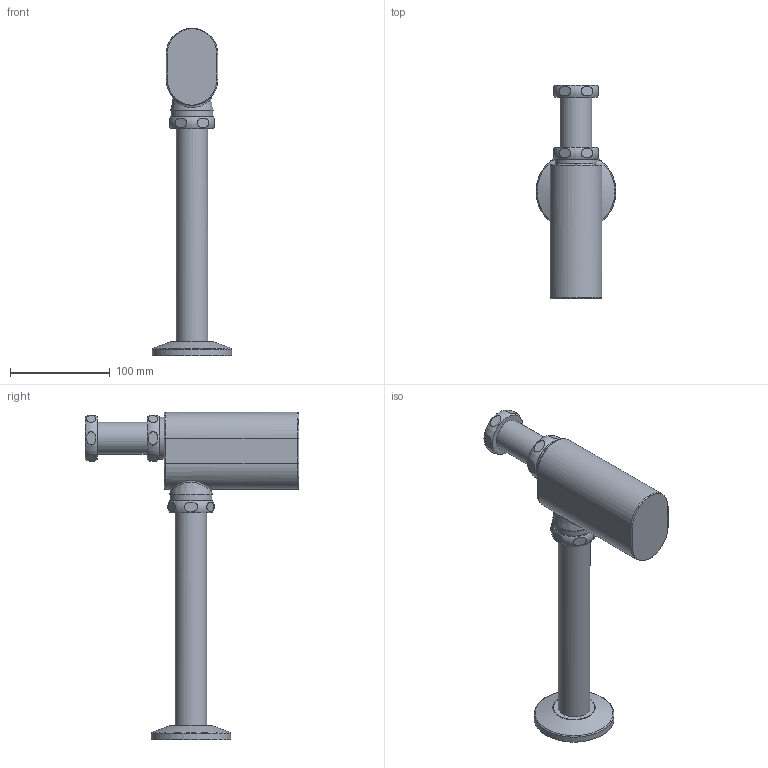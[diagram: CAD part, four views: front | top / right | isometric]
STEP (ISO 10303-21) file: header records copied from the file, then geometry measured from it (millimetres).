
FILE_DESCRIPTION (( 'STEP AP203' ), '1' );
FILE_NAME ('10040970-00.STEP', '2019-07-17T08:12:27', ( '' ), ( '' ), 'SwSTEP 2.0', 'SolidWorks 2017', '' );
FILE_SCHEMA (( 'CONFIG_CONTROL_DESIGN' ));
Length unit declared in the file: millimetre
Products named in the file (2): Geruchverschluss-+-10.040.970-1_-_K1; 10040970-00
Assembly tree (1 placements, depth 2):
  10040970-00
    Geruchverschluss-+-10.040.970-1_-_K1
Bounding box: 80 x 214 x 328 mm (x, y, z)
Volume: 813914.1 mm3; surface area: 82135.8 mm2
Topology: 1 solids, 1 shells, 64 faces, 113 edges, 76 vertices
Faces by surface type: plane 31, cylinder 13, bspline 13, torus 6, cone 1
Full cylindrical faces by diameter (mm): 32 x2, 41.73 x2, 80 x1
Entity records: 4346 total; most frequent: CARTESIAN_POINT 3111, ORIENTED_EDGE 188, DIRECTION 185, EDGE_LOOP 104, EDGE_CURVE 94, AXIS2_PLACEMENT_3D 86, FACE_OUTER_BOUND 76, VERTEX_POINT 72
